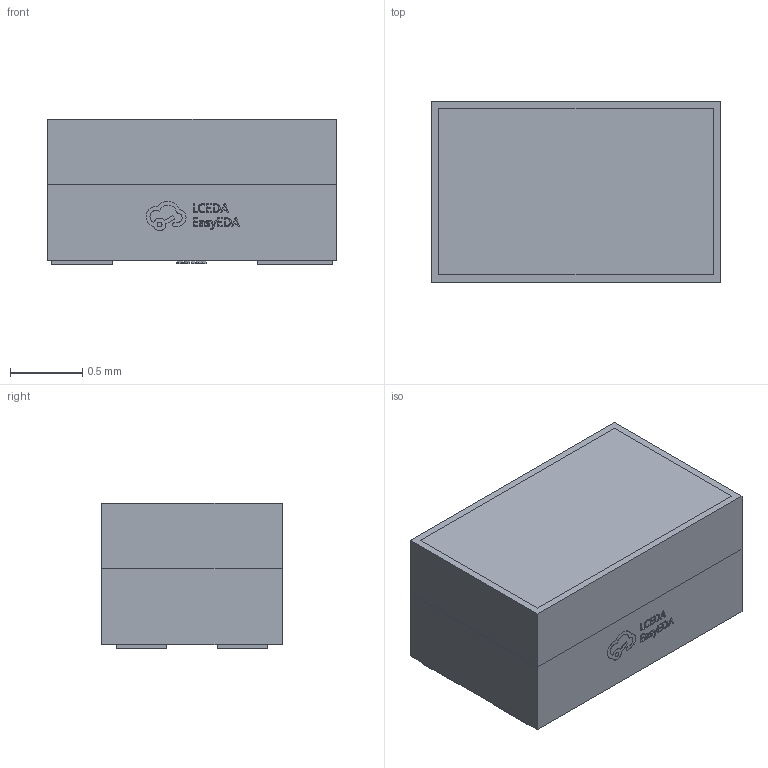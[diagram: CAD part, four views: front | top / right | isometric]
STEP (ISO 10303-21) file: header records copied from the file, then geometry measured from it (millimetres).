
FILE_DESCRIPTION (( 'STEP AP214' ), '1' );
FILE_NAME ('SENSOR_SMD_VEML6040A3OG.step', '2022-07-12T15:11:08', ( '' ), ( '' ), 'SwSTEP 2.0', 'SolidWorks 2020', '' );
FILE_SCHEMA (( 'AUTOMOTIVE_DESIGN' ));
Length unit declared in the file: millimetre
Products named in the file (1): SENSOR_SMD_VEML6040A3OG
Bounding box: 2 x 1.25 x 1.01 mm (x, y, z)
Volume: 2.6 mm3; surface area: 24.1 mm2
Topology: 7 solids, 7 shells, 329 faces, 867 edges, 578 vertices
Faces by surface type: plane 217, bspline 112
Entity records: 14854 total; most frequent: CARTESIAN_POINT 3879, ORIENTED_EDGE 1734, DIRECTION 1075, EDGE_CURVE 867, LINE 639, VECTOR 639, VERTEX_POINT 578, EDGE_LOOP 357
